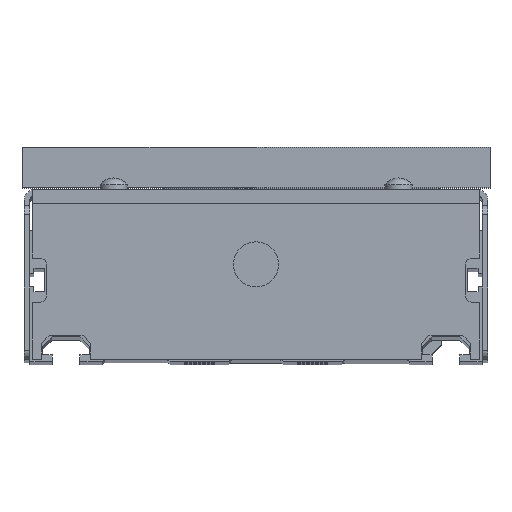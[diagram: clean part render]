
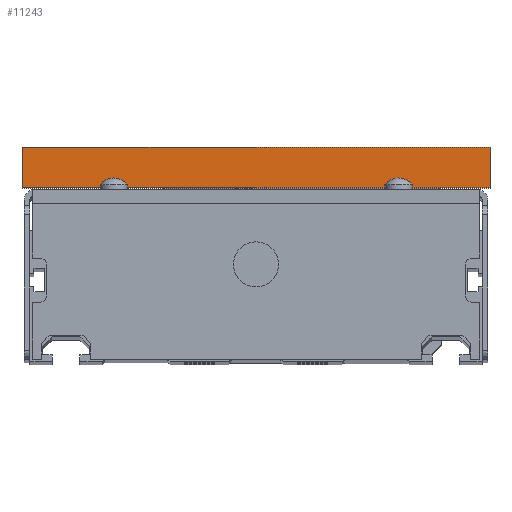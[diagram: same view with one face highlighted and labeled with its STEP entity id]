
A CAD part, top view. The second image highlights one B-rep face of the part: STEP entity #11243.
In plain terms, the highlighted planar face has unit normal (0, 0, 1).
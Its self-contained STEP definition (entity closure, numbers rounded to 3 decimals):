
#457 = DIRECTION ( 'NONE',  ( 1., 0., 0. ) ) ;
#1349 = CARTESIAN_POINT ( 'NONE',  ( -51.75, 17.5, 90. ) ) ;
#1626 = ORIENTED_EDGE ( 'NONE', *, *, #15346, .T. ) ;
#1886 = AXIS2_PLACEMENT_3D ( 'NONE', #17349, #23633, #457 ) ;
#2533 = VERTEX_POINT ( 'NONE', #11481 ) ;
#2865 = CARTESIAN_POINT ( 'NONE',  ( 51.75, 26.5, 90. ) ) ;
#2966 = VERTEX_POINT ( 'NONE', #21776 ) ;
#3170 = CARTESIAN_POINT ( 'NONE',  ( -51.75, 17.5, 90. ) ) ;
#3229 = LINE ( 'NONE', #1349, #13566 ) ;
#3964 = VECTOR ( 'NONE', #18670, 1000. ) ;
#4635 = LINE ( 'NONE', #6647, #18563 ) ;
#4675 = CARTESIAN_POINT ( 'NONE',  ( 51.75, 17.5, 90. ) ) ;
#6647 = CARTESIAN_POINT ( 'NONE',  ( 51.75, 17.5, 90. ) ) ;
#7833 = DIRECTION ( 'NONE',  ( 1., 0., 0. ) ) ;
#8984 = DIRECTION ( 'NONE',  ( 1., 0., 0. ) ) ;
#9739 = FACE_OUTER_BOUND ( 'NONE', #15708, .T. ) ;
#11243 = ADVANCED_FACE ( 'NONE', ( #9739 ), #14069, .T. ) ;
#11481 = CARTESIAN_POINT ( 'NONE',  ( -51.75, 26.5, 90. ) ) ;
#11756 = ORIENTED_EDGE ( 'NONE', *, *, #12996, .F. ) ;
#12763 = EDGE_CURVE ( 'NONE', #2533, #16519, #17574, .T. ) ;
#12790 = VECTOR ( 'NONE', #7833, 1000. ) ;
#12996 = EDGE_CURVE ( 'NONE', #2966, #2533, #22183, .T. ) ;
#13566 = VECTOR ( 'NONE', #8984, 1000. ) ;
#14069 = PLANE ( 'NONE',  #1886 ) ;
#15346 = EDGE_CURVE ( 'NONE', #16018, #16519, #4635, .T. ) ;
#15520 = EDGE_CURVE ( 'NONE', #2966, #16018, #3229, .T. ) ;
#15708 = EDGE_LOOP ( 'NONE', ( #17600, #11756, #19716, #1626 ) ) ;
#16018 = VERTEX_POINT ( 'NONE', #4675 ) ;
#16519 = VERTEX_POINT ( 'NONE', #2865 ) ;
#17349 = CARTESIAN_POINT ( 'NONE',  ( -51.75, 17.5, 90. ) ) ;
#17574 = LINE ( 'NONE', #21328, #12790 ) ;
#17600 = ORIENTED_EDGE ( 'NONE', *, *, #12763, .F. ) ;
#18563 = VECTOR ( 'NONE', #22246, 1000. ) ;
#18670 = DIRECTION ( 'NONE',  ( 0., 1., 0. ) ) ;
#19716 = ORIENTED_EDGE ( 'NONE', *, *, #15520, .T. ) ;
#21328 = CARTESIAN_POINT ( 'NONE',  ( -51.75, 26.5, 90. ) ) ;
#21776 = CARTESIAN_POINT ( 'NONE',  ( -51.75, 17.5, 90. ) ) ;
#22183 = LINE ( 'NONE', #3170, #3964 ) ;
#22246 = DIRECTION ( 'NONE',  ( 0., 1., 0. ) ) ;
#23633 = DIRECTION ( 'NONE',  ( 0., 0., 1. ) ) ;
